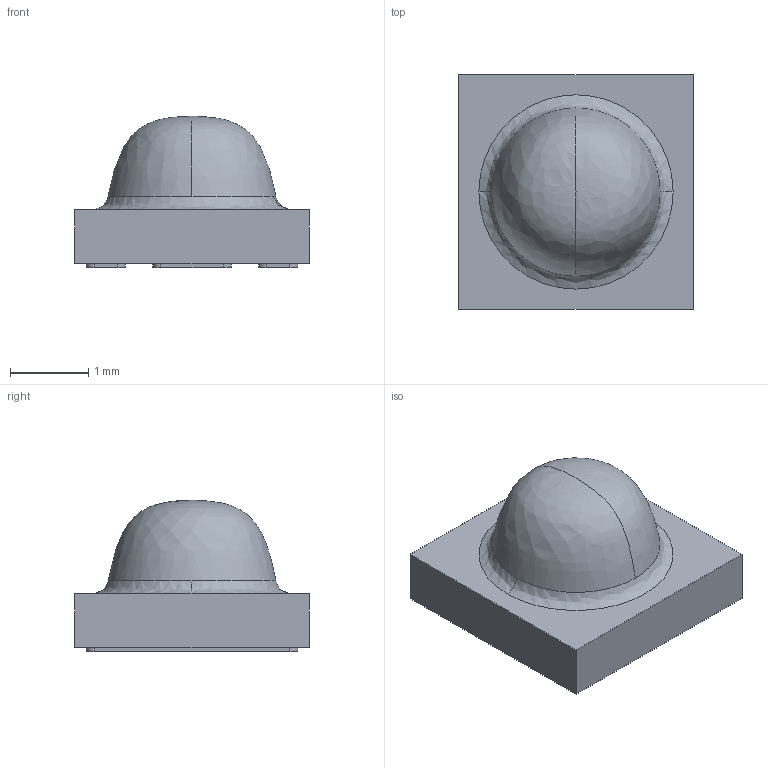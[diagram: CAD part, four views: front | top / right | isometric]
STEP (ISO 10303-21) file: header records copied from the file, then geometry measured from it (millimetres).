
FILE_DESCRIPTION(('STEP AP214'),'1');
FILE_NAME('OSLON_square_111122_V3.step','2011-11-22T09:27:05',(' '),(' '),'Spatial InterOp 3D',' ',' ');
FILE_SCHEMA(('automotive_design'));
Length unit declared in the file: millimetre
Products named in the file (1): 1
Bounding box: 3 x 3 x 1.93 mm (x, y, z)
Volume: 9.7 mm3; surface area: 31.5 mm2
Topology: 1 solids, 1 shells, 41 faces, 108 edges, 71 vertices
Faces by surface type: plane 22, cylinder 15, bspline 4
Entity records: 1323 total; most frequent: CARTESIAN_POINT 283, DIRECTION 218, ORIENTED_EDGE 212, EDGE_CURVE 106, AXIS2_PLACEMENT_3D 76, VERTEX_POINT 71, LINE 66, VECTOR 66
